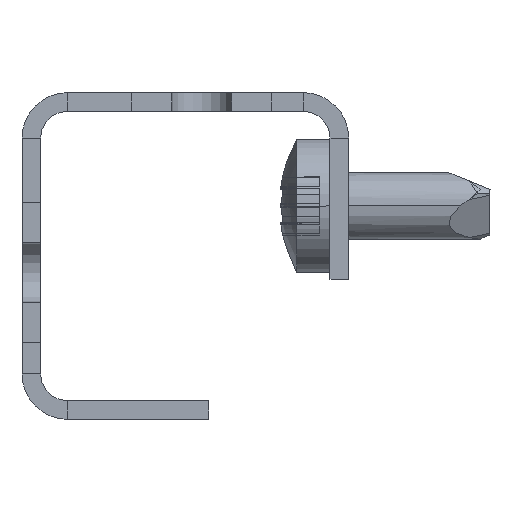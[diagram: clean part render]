
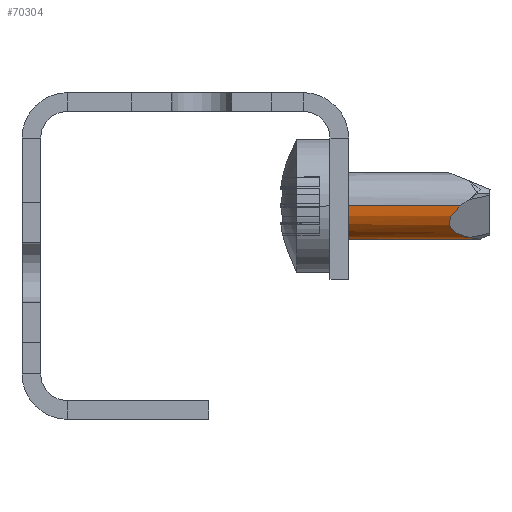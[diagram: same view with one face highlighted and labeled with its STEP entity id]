
A CAD part, front view. The second image highlights one B-rep face of the part: STEP entity #70304.
In plain terms, the highlighted cylindrical face has radius 2.5 mm (diameter 5 mm), a partial arc.
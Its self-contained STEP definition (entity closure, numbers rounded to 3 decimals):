
#1085 = CARTESIAN_POINT ( 'NONE',  ( 0.603, -14.575, -2.429 ) ) ;
#1379 = CARTESIAN_POINT ( 'NONE',  ( 0.709, -14.405, -2.4 ) ) ;
#4131 = VERTEX_POINT ( 'NONE', #77019 ) ;
#7041 = CARTESIAN_POINT ( 'NONE',  ( -2.5, -3.8, 0. ) ) ;
#7348 = VERTEX_POINT ( 'NONE', #7041 ) ;
#7909 = EDGE_CURVE ( 'NONE', #56079, #68128, #84688, .T. ) ;
#8561 = CARTESIAN_POINT ( 'NONE',  ( -2.5, -13.535, 0. ) ) ;
#8570 = CARTESIAN_POINT ( 'NONE',  ( -0.196, -15.001, -2.493 ) ) ;
#12682 = EDGE_CURVE ( 'NONE', #68128, #7348, #30681, .T. ) ;
#14203 =( BOUNDED_CURVE ( )  B_SPLINE_CURVE ( 3, ( #8561, #41235, #61191, #74826 ),
 .UNSPECIFIED., .F., .F. ) 
 B_SPLINE_CURVE_WITH_KNOTS ( ( 4, 4 ),
 ( 5.76, 7.002 ),
 .UNSPECIFIED. ) 
 CURVE ( )  GEOMETRIC_REPRESENTATION_ITEM ( )  RATIONAL_B_SPLINE_CURVE ( ( 1., 0.876, 0.876, 1. ) ) 
 REPRESENTATION_ITEM ( '' )  );
#14920 = CARTESIAN_POINT ( 'NONE',  ( -0.71, -14.403, -2.399 ) ) ;
#16165 = CARTESIAN_POINT ( 'NONE',  ( 0., 0., 0. ) ) ;
#16520 = CARTESIAN_POINT ( 'NONE',  ( 2.5, 0., 0. ) ) ;
#16718 = ORIENTED_EDGE ( 'NONE', *, *, #40667, .F. ) ;
#17103 = AXIS2_PLACEMENT_3D ( 'NONE', #16165, #23638, #36397 ) ;
#17910 = EDGE_CURVE ( 'NONE', #4131, #74889, #14203, .T. ) ;
#17972 = DIRECTION ( 'NONE',  ( -1., 0., 0. ) ) ;
#19778 = EDGE_CURVE ( 'NONE', #58165, #56079, #21653, .T. ) ;
#20132 = EDGE_CURVE ( 'NONE', #4131, #7348, #52134, .T. ) ;
#21291 = CARTESIAN_POINT ( 'NONE',  ( 0.351, -14.882, -2.477 ) ) ;
#21653 =( BOUNDED_CURVE ( )  B_SPLINE_CURVE ( 3, ( #79309, #39659, #26898, #65712 ),
 .UNSPECIFIED., .F., .F. ) 
 B_SPLINE_CURVE_WITH_KNOTS ( ( 4, 4 ),
 ( 5.565, 6.807 ),
 .UNSPECIFIED. ) 
 CURVE ( )  GEOMETRIC_REPRESENTATION_ITEM ( )  RATIONAL_B_SPLINE_CURVE ( ( 1., 0.876, 0.876, 1. ) ) 
 REPRESENTATION_ITEM ( '' )  );
#22141 = CARTESIAN_POINT ( 'NONE',  ( -0.054, -15.057, -2.5 ) ) ;
#23638 = DIRECTION ( 'NONE',  ( 0., 1., 0. ) ) ;
#23739 = CARTESIAN_POINT ( 'NONE',  ( 0., -3.8, 0. ) ) ;
#26898 = CARTESIAN_POINT ( 'NONE',  ( 2.5, -12.164, -1.108 ) ) ;
#27675 = CARTESIAN_POINT ( 'NONE',  ( 0.233, -14.977, -2.489 ) ) ;
#28523 = CARTESIAN_POINT ( 'NONE',  ( -0.423, -14.802, -2.465 ) ) ;
#29373 = ORIENTED_EDGE ( 'NONE', *, *, #20132, .T. ) ;
#30681 = CIRCLE ( 'NONE', #38751, 2.5 ) ;
#31586 = B_SPLINE_CURVE_WITH_KNOTS ( 'NONE', 3,
 ( #74545, #14920, #67889, #28523, #34322, #68151, #8570, #80650, #22141, #54601, #67321, #61198, #27675, #21291, #40975, #1085, #1379, #34880 ),
 .UNSPECIFIED., .F., .F.,
 ( 4, 2, 2, 2, 2, 2, 2, 2, 4 ),
 ( 0.001, 0.002, 0.002, 0.002, 0.002, 0.003, 0.003, 0.003, 0.004 ),
 .UNSPECIFIED. ) ;
#31805 = CARTESIAN_POINT ( 'NONE',  ( 2.5, -13.535, 0. ) ) ;
#34322 = CARTESIAN_POINT ( 'NONE',  ( -0.355, -14.878, -2.476 ) ) ;
#34880 = CARTESIAN_POINT ( 'NONE',  ( 0.807, -14.235, -2.366 ) ) ;
#36397 = DIRECTION ( 'NONE',  ( -1., 0., 0. ) ) ;
#38751 = AXIS2_PLACEMENT_3D ( 'NONE', #23739, #83969, #17972 ) ;
#39659 = CARTESIAN_POINT ( 'NONE',  ( 1.856, -12.431, -2.008 ) ) ;
#40667 = EDGE_CURVE ( 'NONE', #74889, #58165, #31586, .T. ) ;
#40975 = CARTESIAN_POINT ( 'NONE',  ( 0.417, -14.808, -2.466 ) ) ;
#41047 = EDGE_LOOP ( 'NONE', ( #46124, #85869, #16718, #75367, #29373, #83523 ) ) ;
#41186 = FACE_OUTER_BOUND ( 'NONE', #41047, .T. ) ;
#41235 = CARTESIAN_POINT ( 'NONE',  ( -2.5, -12.164, -1.108 ) ) ;
#46124 = ORIENTED_EDGE ( 'NONE', *, *, #7909, .F. ) ;
#52134 = LINE ( 'NONE', #70533, #65597 ) ;
#52582 = CYLINDRICAL_SURFACE ( 'NONE', #17103, 2.5 ) ;
#52974 = CARTESIAN_POINT ( 'NONE',  ( 2.5, -3.8, 0. ) ) ;
#54601 = CARTESIAN_POINT ( 'NONE',  ( 0.048, -15.058, -2.5 ) ) ;
#56079 = VERTEX_POINT ( 'NONE', #31805 ) ;
#56571 = CARTESIAN_POINT ( 'NONE',  ( -0.807, -14.235, -2.366 ) ) ;
#58165 = VERTEX_POINT ( 'NONE', #79790 ) ;
#61191 = CARTESIAN_POINT ( 'NONE',  ( -1.856, -12.431, -2.008 ) ) ;
#61198 = CARTESIAN_POINT ( 'NONE',  ( 0.19, -15.005, -2.493 ) ) ;
#65597 = VECTOR ( 'NONE', #77193, 1000. ) ;
#65712 = CARTESIAN_POINT ( 'NONE',  ( 2.5, -13.535, 0. ) ) ;
#67321 = CARTESIAN_POINT ( 'NONE',  ( 0.098, -15.046, -2.499 ) ) ;
#67889 = CARTESIAN_POINT ( 'NONE',  ( -0.607, -14.569, -2.428 ) ) ;
#68128 = VERTEX_POINT ( 'NONE', #52974 ) ;
#68151 = CARTESIAN_POINT ( 'NONE',  ( -0.238, -14.973, -2.489 ) ) ;
#69137 = VECTOR ( 'NONE', #75576, 1000. ) ;
#70304 = ADVANCED_FACE ( 'NONE', ( #41186 ), #52582, .T. ) ;
#70533 = CARTESIAN_POINT ( 'NONE',  ( -2.5, 0., 0. ) ) ;
#74545 = CARTESIAN_POINT ( 'NONE',  ( -0.807, -14.235, -2.366 ) ) ;
#74826 = CARTESIAN_POINT ( 'NONE',  ( -0.807, -14.235, -2.366 ) ) ;
#74889 = VERTEX_POINT ( 'NONE', #56571 ) ;
#75367 = ORIENTED_EDGE ( 'NONE', *, *, #17910, .F. ) ;
#75576 = DIRECTION ( 'NONE',  ( 0., 1., 0. ) ) ;
#77019 = CARTESIAN_POINT ( 'NONE',  ( -2.5, -13.535, 0. ) ) ;
#77193 = DIRECTION ( 'NONE',  ( 0., 1., 0. ) ) ;
#79309 = CARTESIAN_POINT ( 'NONE',  ( 0.807, -14.235, -2.366 ) ) ;
#79790 = CARTESIAN_POINT ( 'NONE',  ( 0.807, -14.235, -2.366 ) ) ;
#80650 = CARTESIAN_POINT ( 'NONE',  ( -0.104, -15.044, -2.498 ) ) ;
#83523 = ORIENTED_EDGE ( 'NONE', *, *, #12682, .F. ) ;
#83969 = DIRECTION ( 'NONE',  ( 0., 1., 0. ) ) ;
#84688 = LINE ( 'NONE', #16520, #69137 ) ;
#85869 = ORIENTED_EDGE ( 'NONE', *, *, #19778, .F. ) ;
